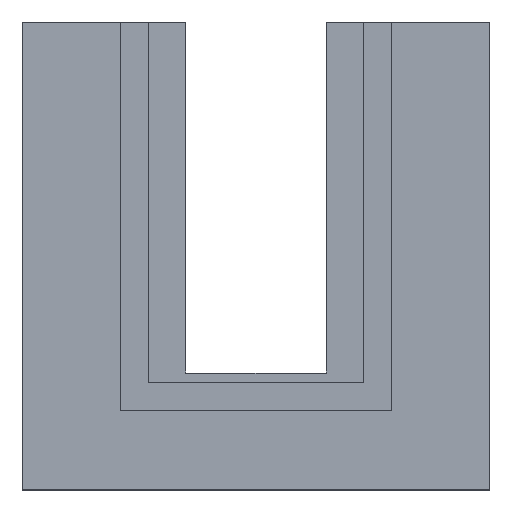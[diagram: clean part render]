
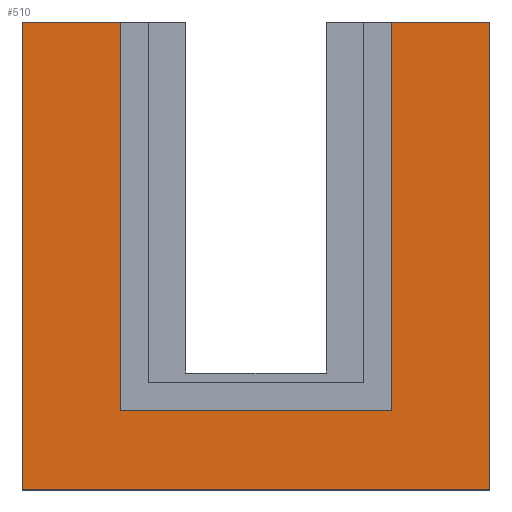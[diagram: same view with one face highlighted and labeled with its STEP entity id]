
A CAD part, top view. The second image highlights one B-rep face of the part: STEP entity #510.
In plain terms, the highlighted planar face has unit normal (0, 0, 1).
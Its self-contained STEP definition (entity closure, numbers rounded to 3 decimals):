
#24=FACE_OUTER_BOUND('',#50,.T.);
#50=EDGE_LOOP('',(#383,#384,#385,#386,#387,#388,#389,#390));
#76=LINE('',#703,#148);
#79=LINE('',#708,#151);
#81=LINE('',#712,#153);
#91=LINE('',#732,#163);
#105=LINE('',#761,#177);
#106=LINE('',#763,#178);
#107=LINE('',#765,#179);
#108=LINE('',#766,#180);
#148=VECTOR('',#570,50.);
#151=VECTOR('',#575,50.);
#153=VECTOR('',#579,50.);
#163=VECTOR('',#591,10.5);
#177=VECTOR('',#615,41.5);
#178=VECTOR('',#616,29.);
#179=VECTOR('',#617,41.5);
#180=VECTOR('',#618,10.5);
#219=VERTEX_POINT('',#700);
#220=VERTEX_POINT('',#702);
#221=VERTEX_POINT('',#706);
#222=VERTEX_POINT('',#710);
#231=VERTEX_POINT('',#730);
#241=VERTEX_POINT('',#760);
#242=VERTEX_POINT('',#762);
#243=VERTEX_POINT('',#764);
#268=EDGE_CURVE('',#220,#219,#76,.T.);
#271=EDGE_CURVE('',#219,#221,#79,.T.);
#273=EDGE_CURVE('',#221,#222,#81,.T.);
#283=EDGE_CURVE('',#222,#231,#91,.T.);
#297=EDGE_CURVE('',#241,#231,#105,.T.);
#298=EDGE_CURVE('',#242,#241,#106,.T.);
#299=EDGE_CURVE('',#243,#242,#107,.T.);
#300=EDGE_CURVE('',#243,#220,#108,.T.);
#383=ORIENTED_EDGE('',*,*,#283,.T.);
#384=ORIENTED_EDGE('',*,*,#297,.F.);
#385=ORIENTED_EDGE('',*,*,#298,.F.);
#386=ORIENTED_EDGE('',*,*,#299,.F.);
#387=ORIENTED_EDGE('',*,*,#300,.T.);
#388=ORIENTED_EDGE('',*,*,#268,.T.);
#389=ORIENTED_EDGE('',*,*,#271,.T.);
#390=ORIENTED_EDGE('',*,*,#273,.T.);
#484=PLANE('',#538);
#510=ADVANCED_FACE('',(#24),#484,.T.);
#538=AXIS2_PLACEMENT_3D('',#759,#613,#614);
#570=DIRECTION('',(0.,-1.,0.));
#575=DIRECTION('',(1.,0.,0.));
#579=DIRECTION('',(0.,1.,0.));
#591=DIRECTION('',(-1.,0.,0.));
#613=DIRECTION('center_axis',(0.,0.,1.));
#614=DIRECTION('ref_axis',(1.,0.,0.));
#615=DIRECTION('',(0.,1.,0.));
#616=DIRECTION('',(1.,0.,0.));
#617=DIRECTION('',(0.,-1.,0.));
#618=DIRECTION('',(-1.,0.,0.));
#700=CARTESIAN_POINT('',(0.,0.,4.));
#702=CARTESIAN_POINT('',(0.,50.,4.));
#703=CARTESIAN_POINT('',(0.,50.,4.));
#706=CARTESIAN_POINT('',(50.,0.,4.));
#708=CARTESIAN_POINT('',(0.,0.,4.));
#710=CARTESIAN_POINT('',(50.,50.,4.));
#712=CARTESIAN_POINT('',(50.,0.,4.));
#730=CARTESIAN_POINT('',(39.5,50.,4.));
#732=CARTESIAN_POINT('',(50.,50.,4.));
#759=CARTESIAN_POINT('Origin',(25.,21.994,4.));
#760=CARTESIAN_POINT('',(39.5,8.5,4.));
#761=CARTESIAN_POINT('',(39.5,16.247,4.));
#762=CARTESIAN_POINT('',(10.5,8.5,4.));
#763=CARTESIAN_POINT('',(25.,8.5,4.));
#764=CARTESIAN_POINT('',(10.5,50.,4.));
#765=CARTESIAN_POINT('',(10.5,35.997,4.));
#766=CARTESIAN_POINT('',(10.5,50.,4.));
